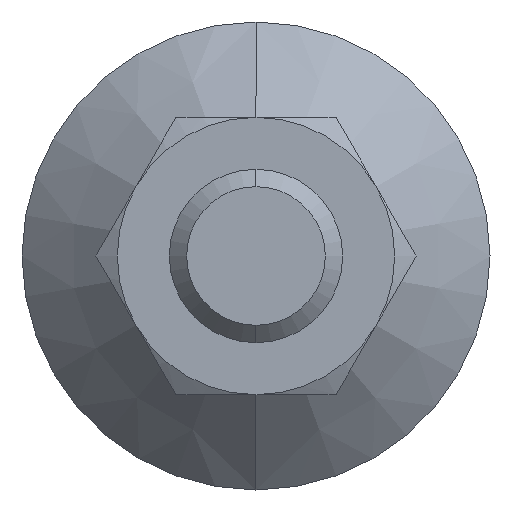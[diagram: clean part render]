
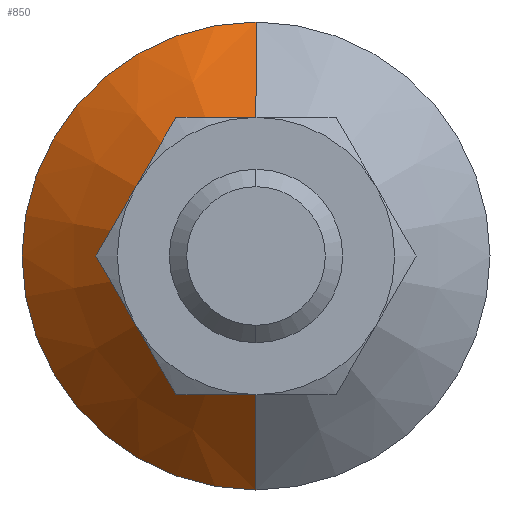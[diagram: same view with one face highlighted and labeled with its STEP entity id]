
A CAD part, left-side view. The second image highlights one B-rep face of the part: STEP entity #850.
In plain terms, the highlighted conical face has half-angle 46.736 degrees and reference radius 6.75 mm.
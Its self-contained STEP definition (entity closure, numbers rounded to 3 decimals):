
#12 = ORIENTED_EDGE ( 'NONE', *, *, #603, .F. ) ;
#17 = CIRCLE ( 'NONE', #1082, 2.5 ) ;
#58 = CARTESIAN_POINT ( 'NONE',  ( -7., 0., -6.75 ) ) ;
#129 = VERTEX_POINT ( 'NONE', #305 ) ;
#132 = DIRECTION ( 'NONE',  ( 1., 0., 0. ) ) ;
#146 = DIRECTION ( 'NONE',  ( 1., 0., 0. ) ) ;
#172 = VERTEX_POINT ( 'NONE', #58 ) ;
#194 = CARTESIAN_POINT ( 'NONE',  ( -7., 0., -6.75 ) ) ;
#221 = DIRECTION ( 'NONE',  ( 0., 0., -1. ) ) ;
#229 = CIRCLE ( 'NONE', #796, 6.75 ) ;
#239 = FACE_OUTER_BOUND ( 'NONE', #885, .T. ) ;
#268 = DIRECTION ( 'NONE',  ( 0., 0., -1. ) ) ;
#305 = CARTESIAN_POINT ( 'NONE',  ( -11., 0., 2.5 ) ) ;
#316 = VERTEX_POINT ( 'NONE', #1238 ) ;
#325 = CARTESIAN_POINT ( 'NONE',  ( -7., 0., 0. ) ) ;
#334 = VERTEX_POINT ( 'NONE', #443 ) ;
#383 = DIRECTION ( 'NONE',  ( 0.685, 0., -0.728 ) ) ;
#443 = CARTESIAN_POINT ( 'NONE',  ( -7., 0., 6.75 ) ) ;
#571 = EDGE_CURVE ( 'NONE', #316, #129, #17, .T. ) ;
#603 = EDGE_CURVE ( 'NONE', #172, #334, #229, .T. ) ;
#667 = DIRECTION ( 'NONE',  ( 0., 0., -1. ) ) ;
#728 = CONICAL_SURFACE ( 'NONE', #999, 6.75, 0.816 ) ;
#745 = LINE ( 'NONE', #194, #969 ) ;
#796 = AXIS2_PLACEMENT_3D ( 'NONE', #325, #132, #221 ) ;
#829 = VECTOR ( 'NONE', #1261, 1000. ) ;
#850 = ADVANCED_FACE ( 'NONE', ( #239 ), #728, .T. ) ;
#885 = EDGE_LOOP ( 'NONE', ( #1221, #915, #12, #1126 ) ) ;
#913 = EDGE_CURVE ( 'NONE', #129, #334, #982, .T. ) ;
#915 = ORIENTED_EDGE ( 'NONE', *, *, #913, .T. ) ;
#928 = DIRECTION ( 'NONE',  ( 1., 0., 0. ) ) ;
#957 = EDGE_CURVE ( 'NONE', #316, #172, #745, .T. ) ;
#969 = VECTOR ( 'NONE', #383, 1000. ) ;
#982 = LINE ( 'NONE', #1148, #829 ) ;
#999 = AXIS2_PLACEMENT_3D ( 'NONE', #1056, #928, #268 ) ;
#1056 = CARTESIAN_POINT ( 'NONE',  ( -7., 0., 0. ) ) ;
#1082 = AXIS2_PLACEMENT_3D ( 'NONE', #1260, #146, #667 ) ;
#1126 = ORIENTED_EDGE ( 'NONE', *, *, #957, .F. ) ;
#1148 = CARTESIAN_POINT ( 'NONE',  ( -7., 0., 6.75 ) ) ;
#1221 = ORIENTED_EDGE ( 'NONE', *, *, #571, .T. ) ;
#1238 = CARTESIAN_POINT ( 'NONE',  ( -11., 0., -2.5 ) ) ;
#1260 = CARTESIAN_POINT ( 'NONE',  ( -11., 0., 0. ) ) ;
#1261 = DIRECTION ( 'NONE',  ( 0.685, 0., 0.728 ) ) ;
